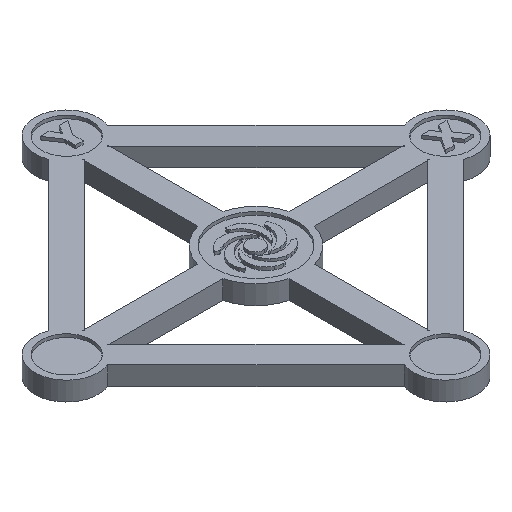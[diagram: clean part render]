
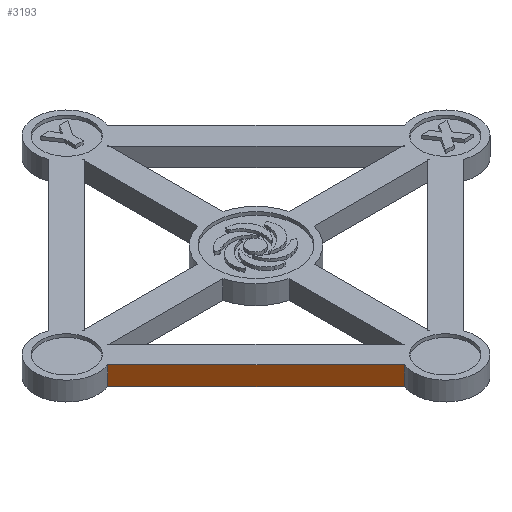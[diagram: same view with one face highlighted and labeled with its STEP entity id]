
A CAD part, isometric view. The second image highlights one B-rep face of the part: STEP entity #3193.
In plain terms, the highlighted planar face has unit normal (-0.707, -0.707, 0).
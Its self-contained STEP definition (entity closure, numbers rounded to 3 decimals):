
#374=LINE('',#5746,#660);
#375=LINE('',#5749,#661);
#376=LINE('',#5751,#662);
#377=LINE('',#5752,#663);
#660=VECTOR('',#3895,10.);
#661=VECTOR('',#3898,10.);
#662=VECTOR('',#3899,10.);
#663=VECTOR('',#3900,10.);
#906=FACE_OUTER_BOUND('',#1087,.T.);
#1087=EDGE_LOOP('',(#2823,#2824,#2825,#2826));
#1532=VERTEX_POINT('',#5742);
#1533=VERTEX_POINT('',#5744);
#1534=VERTEX_POINT('',#5748);
#1535=VERTEX_POINT('',#5750);
#1994=EDGE_CURVE('',#1532,#1533,#374,.T.);
#1995=EDGE_CURVE('',#1534,#1532,#375,.T.);
#1996=EDGE_CURVE('',#1535,#1533,#376,.T.);
#1997=EDGE_CURVE('',#1534,#1535,#377,.T.);
#2823=ORIENTED_EDGE('',*,*,#1995,.T.);
#2824=ORIENTED_EDGE('',*,*,#1994,.T.);
#2825=ORIENTED_EDGE('',*,*,#1996,.F.);
#2826=ORIENTED_EDGE('',*,*,#1997,.F.);
#3024=PLANE('',#3345);
#3193=ADVANCED_FACE('',(#906),#3024,.T.);
#3345=AXIS2_PLACEMENT_3D('',#5747,#3896,#3897);
#3895=DIRECTION('',(0.,0.,1.));
#3896=DIRECTION('center_axis',(-0.707,-0.707,0.));
#3897=DIRECTION('ref_axis',(0.707,-0.707,0.));
#3898=DIRECTION('',(0.707,-0.707,0.));
#3899=DIRECTION('',(0.707,-0.707,0.));
#3900=DIRECTION('',(0.,0.,1.));
#5742=CARTESIAN_POINT('',(-4.655,-28.174,0.));
#5744=CARTESIAN_POINT('',(-4.655,-28.174,3.));
#5746=CARTESIAN_POINT('',(-4.655,-28.174,0.));
#5747=CARTESIAN_POINT('Origin',(-28.174,-4.655,0.));
#5748=CARTESIAN_POINT('',(-28.174,-4.655,0.));
#5749=CARTESIAN_POINT('',(-32.828,0.,0.));
#5750=CARTESIAN_POINT('',(-28.174,-4.655,3.));
#5751=CARTESIAN_POINT('',(-32.828,0.,3.));
#5752=CARTESIAN_POINT('',(-28.174,-4.655,0.));
